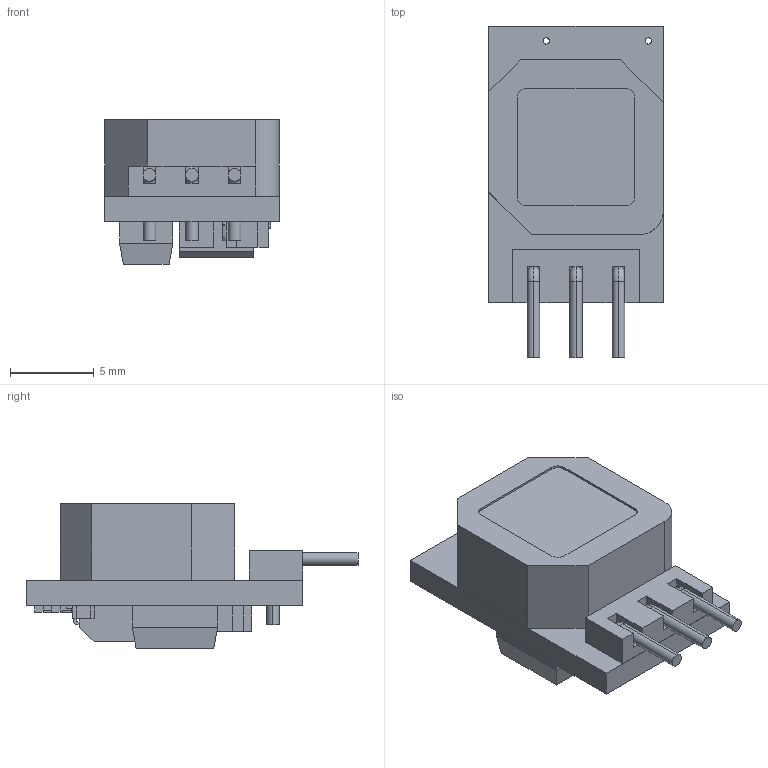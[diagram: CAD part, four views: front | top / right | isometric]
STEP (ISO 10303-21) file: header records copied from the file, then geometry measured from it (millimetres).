
FILE_DESCRIPTION (( 'STEP AP214' ), '1' );
FILE_NAME ('OKI-78SR-5(slash)1.5-W36-C.STEP', '2021-02-06T03:11:35', ( '' ), ( '' ), 'SwSTEP 2.0', 'SolidWorks 2017', '' );
FILE_SCHEMA (( 'AUTOMOTIVE_DESIGN' ));
Length unit declared in the file: inch
Products named in the file (1): OKI-78SR-5(slash)1.5-W36-C
Bounding box: 10.41 x 19.81 x 8.64 mm (x, y, z)
Volume: 856.2 mm3; surface area: 1336.7 mm2
Topology: 44 solids, 44 shells, 385 faces, 878 edges, 582 vertices
Faces by surface type: plane 322, cylinder 57, torus 6
Entity records: 11219 total; most frequent: CARTESIAN_POINT 1846, DIRECTION 1776, ORIENTED_EDGE 1756, EDGE_CURVE 878, VECTOR 752, LINE 752, VERTEX_POINT 582, AXIS2_PLACEMENT_3D 512
